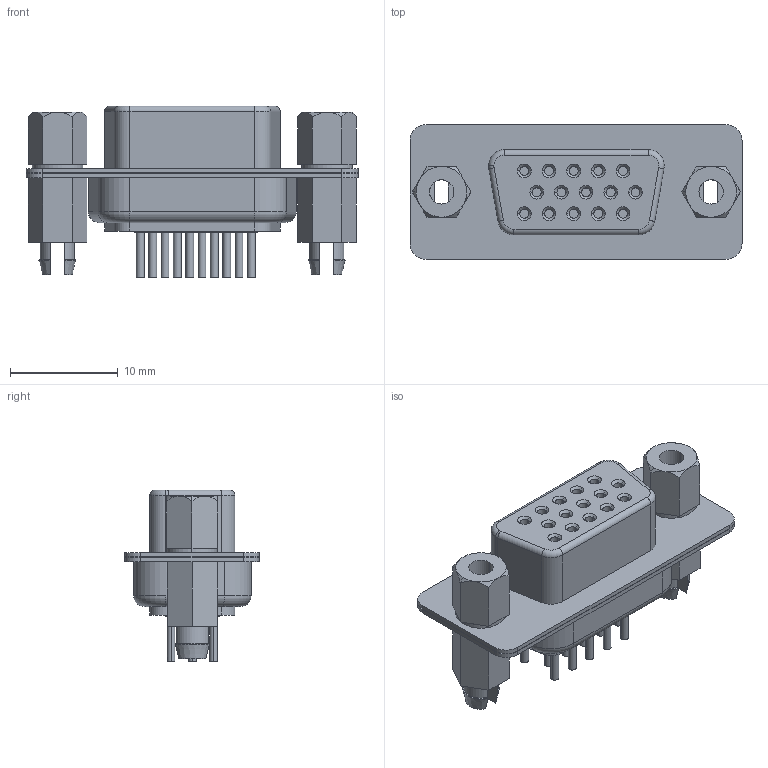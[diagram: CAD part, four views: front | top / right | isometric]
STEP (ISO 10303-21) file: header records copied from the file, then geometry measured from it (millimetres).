
FILE_DESCRIPTION (( 'STEP AP214' ), '1' );
FILE_NAME ('109-15-2-x-CL.stp', '2015-10-24T07:35:35', ( 'wu' ), ( 'we' ), 'SwSTEP 2.0', 'SolidWorks 2008', '' );
FILE_SCHEMA (( 'AUTOMOTIVE_DESIGN' ));
Length unit declared in the file: millimetre
Products named in the file (1): 109-15-xx-B05-20-XX-X
Bounding box: 30.8 x 12.5 x 15.93 mm (x, y, z)
Volume: 2223.4 mm3; surface area: 3113.1 mm2
Topology: 2 solids, 2 shells, 447 faces, 1092 edges, 701 vertices
Faces by surface type: cylinder 197, plane 188, cone 48, torus 14
Entity records: 13519 total; most frequent: CARTESIAN_POINT 2729, DIRECTION 2371, ORIENTED_EDGE 2184, EDGE_CURVE 1092, AXIS2_PLACEMENT_3D 931, VERTEX_POINT 701, VECTOR 509, LINE 509
